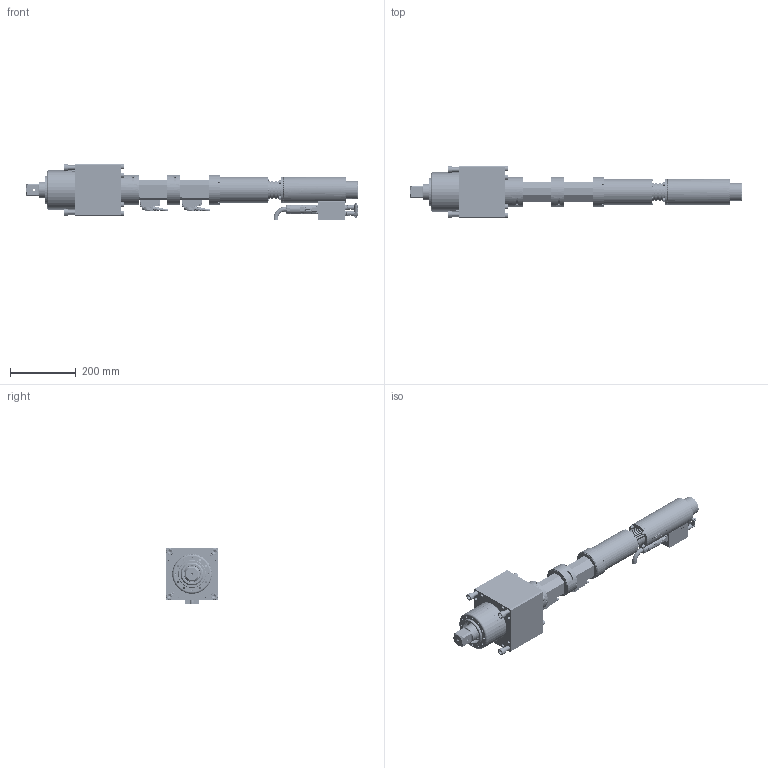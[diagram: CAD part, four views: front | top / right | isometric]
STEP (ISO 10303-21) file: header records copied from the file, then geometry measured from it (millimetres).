
FILE_DESCRIPTION(/* description */ (''),/* implementation_level */ '2;1');
FILE_NAME(/* name */ '4BD2800T2S-A_IAM_001.iam.step',/* time_stamp */ '2021-08-10T08:51:45+02:00',/* author */ ('cideon'),/* organization */ (''),/* preprocessor_version */ 'ST-DEVELOPER v17.2',/* originating_system */ 'Autodesk Inventor 2019',/* authorisation */ '');
FILE_SCHEMA (('AUTOMOTIVE_DESIGN { 1 0 10303 214 3 1 1 }'));
Length unit declared in the file: centimetre
Products named in the file (1): Bauteil2
Bounding box: 1011.1 x 159 x 171.25 mm (x, y, z)
Volume: 6154762.7 mm3; surface area: 1081220.7 mm2
Topology: 3 solids, 3 shells, 7894 faces, 23594 edges, 15486 vertices
Faces by surface type: plane 4441, cylinder 1907, cone 785, torus 380, bspline 359, sphere 22
Full cylindrical faces by diameter (mm): 0.434 x4, 0.6 x32, 1.4 x2, 1.5 x4, 1.6 x2, 1.7 x6, 1.83 x4, 2.1 x4, 2.5 x16, 3 x8, 3.2 x4, 3.3 x8, 3.5 x4, 4 x3, 4.02 x4, 4.2 x3, 5 x4, 5.1 x1, 5.41 x12, 5.5 x24, 5.9 x2, 6 x16, 6.3 x2, 6.5 x2, 7 x10, 7.3 x2, 8 x11, 8.4 x8, 8.7 x2, 9 x2
Entity records: 338582 total; most frequent: CARTESIAN_POINT 123251, ORIENTED_EDGE 47092, DIRECTION 43194, EDGE_CURVE 23546, AXIS2_PLACEMENT_3D 16543, VERTEX_POINT 15486, LINE 10108, VECTOR 10108
